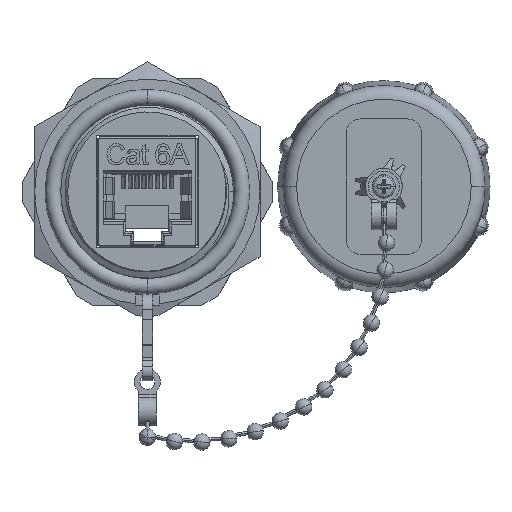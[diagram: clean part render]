
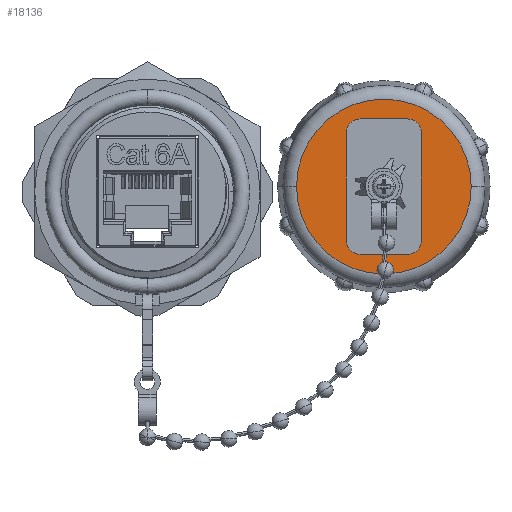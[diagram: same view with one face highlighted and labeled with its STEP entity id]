
A CAD part, top view. The second image highlights one B-rep face of the part: STEP entity #18136.
In plain terms, the highlighted planar face has unit normal (0, 0, 1).
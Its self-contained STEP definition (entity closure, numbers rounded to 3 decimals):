
#314 = FACE_BOUND ( 'NONE', #49030, .T. ) ;
#396 = ORIENTED_EDGE ( 'NONE', *, *, #25344, .F. ) ;
#417 = DIRECTION ( 'NONE',  ( 1., 0., 0. ) ) ;
#719 = EDGE_CURVE ( 'NONE', #51117, #37125, #30930, .T. ) ;
#1894 = DIRECTION ( 'NONE',  ( 1., 0., 0. ) ) ;
#2154 = EDGE_CURVE ( 'NONE', #44024, #63802, #29589, .T. ) ;
#2400 = ORIENTED_EDGE ( 'NONE', *, *, #18990, .F. ) ;
#4661 = VERTEX_POINT ( 'NONE', #72528 ) ;
#4771 = DIRECTION ( 'NONE',  ( 0., 0., 1. ) ) ;
#5843 = DIRECTION ( 'NONE',  ( 0., 0., 1. ) ) ;
#6656 = CARTESIAN_POINT ( 'NONE',  ( 37.881, -9.084, -9.426 ) ) ;
#7556 = DIRECTION ( 'NONE',  ( 0., 0., 1. ) ) ;
#8234 = AXIS2_PLACEMENT_3D ( 'NONE', #36281, #7556, #84976 ) ;
#9119 = DIRECTION ( 'NONE',  ( 0., -1., 0. ) ) ;
#13538 = ORIENTED_EDGE ( 'NONE', *, *, #65088, .F. ) ;
#13906 = CARTESIAN_POINT ( 'NONE',  ( 30.981, 10.616, -9.426 ) ) ;
#14359 = DIRECTION ( 'NONE',  ( -1., 0., 0. ) ) ;
#16056 = PLANE ( 'NONE',  #76921 ) ;
#16543 = EDGE_CURVE ( 'NONE', #82046, #86082, #29138, .T. ) ;
#16713 = VECTOR ( 'NONE', #88088, 1000. ) ;
#18136 = ADVANCED_FACE ( 'NONE', ( #314, #43891 ), #16056, .T. ) ;
#18990 = EDGE_CURVE ( 'NONE', #38377, #82046, #53448, .T. ) ;
#19544 = VECTOR ( 'NONE', #14359, 1000. ) ;
#22796 = VERTEX_POINT ( 'NONE', #53323 ) ;
#22861 = EDGE_CURVE ( 'NONE', #22796, #4661, #82058, .T. ) ;
#24365 = VECTOR ( 'NONE', #65137, 1000. ) ;
#25344 = EDGE_CURVE ( 'NONE', #63802, #38377, #86449, .T. ) ;
#25941 = ORIENTED_EDGE ( 'NONE', *, *, #66618, .F. ) ;
#28323 = EDGE_CURVE ( 'NONE', #37125, #51117, #49652, .T. ) ;
#28581 = CARTESIAN_POINT ( 'NONE',  ( 34.431, 0.766, -9.426 ) ) ;
#29138 = LINE ( 'NONE', #79665, #51866 ) ;
#29589 = CIRCLE ( 'NONE', #78428, 2. ) ;
#30185 = DIRECTION ( 'NONE',  ( 0., 0., 1. ) ) ;
#30604 = DIRECTION ( 'NONE',  ( 0., 0., 1. ) ) ;
#30891 = DIRECTION ( 'NONE',  ( 1., 0., 0. ) ) ;
#30930 = CIRCLE ( 'NONE', #50192, 12.719 ) ;
#32915 = ORIENTED_EDGE ( 'NONE', *, *, #22861, .F. ) ;
#33552 = CARTESIAN_POINT ( 'NONE',  ( 30.981, -9.084, -9.426 ) ) ;
#33938 = DIRECTION ( 'NONE',  ( 1., 0., 0. ) ) ;
#34747 = CARTESIAN_POINT ( 'NONE',  ( 37.881, 10.616, -9.426 ) ) ;
#34976 = EDGE_CURVE ( 'NONE', #86082, #22796, #69067, .T. ) ;
#36281 = CARTESIAN_POINT ( 'NONE',  ( 34.431, 0.766, -9.426 ) ) ;
#37125 = VERTEX_POINT ( 'NONE', #81972 ) ;
#37149 = CARTESIAN_POINT ( 'NONE',  ( 37.881, 8.616, -9.426 ) ) ;
#38377 = VERTEX_POINT ( 'NONE', #43560 ) ;
#39243 = CARTESIAN_POINT ( 'NONE',  ( 30.981, 8.616, -9.426 ) ) ;
#41465 = ORIENTED_EDGE ( 'NONE', *, *, #16543, .F. ) ;
#43560 = CARTESIAN_POINT ( 'NONE',  ( 28.981, -7.084, -9.426 ) ) ;
#43891 = FACE_OUTER_BOUND ( 'NONE', #80717, .T. ) ;
#44024 = VERTEX_POINT ( 'NONE', #51801 ) ;
#46834 = AXIS2_PLACEMENT_3D ( 'NONE', #72349, #30604, #1894 ) ;
#49030 = EDGE_LOOP ( 'NONE', ( #70532, #25941, #13538, #32915, #80011, #41465, #2400, #396 ) ) ;
#49652 = CIRCLE ( 'NONE', #8234, 12.719 ) ;
#50192 = AXIS2_PLACEMENT_3D ( 'NONE', #86076, #65685, #30891 ) ;
#50775 = CARTESIAN_POINT ( 'NONE',  ( 28.981, -7.084, -9.426 ) ) ;
#51061 = VERTEX_POINT ( 'NONE', #34747 ) ;
#51117 = VERTEX_POINT ( 'NONE', #56546 ) ;
#51801 = CARTESIAN_POINT ( 'NONE',  ( 30.981, 10.616, -9.426 ) ) ;
#51866 = VECTOR ( 'NONE', #417, 1000. ) ;
#53323 = CARTESIAN_POINT ( 'NONE',  ( 39.881, -7.084, -9.426 ) ) ;
#53448 = CIRCLE ( 'NONE', #75603, 2. ) ;
#56546 = CARTESIAN_POINT ( 'NONE',  ( 47.15, 0.766, -9.426 ) ) ;
#57475 = LINE ( 'NONE', #13906, #19544 ) ;
#57974 = CARTESIAN_POINT ( 'NONE',  ( 28.981, 8.616, -9.426 ) ) ;
#63802 = VERTEX_POINT ( 'NONE', #57974 ) ;
#65088 = EDGE_CURVE ( 'NONE', #4661, #51061, #72859, .T. ) ;
#65137 = DIRECTION ( 'NONE',  ( 0., -1., 0. ) ) ;
#65685 = DIRECTION ( 'NONE',  ( 0., 0., 1. ) ) ;
#66618 = EDGE_CURVE ( 'NONE', #51061, #44024, #57475, .T. ) ;
#67561 = ORIENTED_EDGE ( 'NONE', *, *, #28323, .T. ) ;
#68592 = CARTESIAN_POINT ( 'NONE',  ( 39.881, -7.084, -9.426 ) ) ;
#69067 = CIRCLE ( 'NONE', #46834, 2. ) ;
#70532 = ORIENTED_EDGE ( 'NONE', *, *, #2154, .F. ) ;
#72349 = CARTESIAN_POINT ( 'NONE',  ( 37.881, -7.084, -9.426 ) ) ;
#72528 = CARTESIAN_POINT ( 'NONE',  ( 39.881, 8.616, -9.426 ) ) ;
#72859 = CIRCLE ( 'NONE', #86217, 2. ) ;
#75603 = AXIS2_PLACEMENT_3D ( 'NONE', #83556, #4771, #33938 ) ;
#76921 = AXIS2_PLACEMENT_3D ( 'NONE', #28581, #78645, #9119 ) ;
#78428 = AXIS2_PLACEMENT_3D ( 'NONE', #39243, #5843, #90211 ) ;
#78645 = DIRECTION ( 'NONE',  ( 0., 0., 1. ) ) ;
#79665 = CARTESIAN_POINT ( 'NONE',  ( 30.981, -9.084, -9.426 ) ) ;
#80011 = ORIENTED_EDGE ( 'NONE', *, *, #34976, .F. ) ;
#80717 = EDGE_LOOP ( 'NONE', ( #81936, #67561 ) ) ;
#81936 = ORIENTED_EDGE ( 'NONE', *, *, #719, .T. ) ;
#81972 = CARTESIAN_POINT ( 'NONE',  ( 21.712, 0.766, -9.426 ) ) ;
#82046 = VERTEX_POINT ( 'NONE', #33552 ) ;
#82058 = LINE ( 'NONE', #68592, #16713 ) ;
#83556 = CARTESIAN_POINT ( 'NONE',  ( 30.981, -7.084, -9.426 ) ) ;
#84976 = DIRECTION ( 'NONE',  ( 1., 0., 0. ) ) ;
#86076 = CARTESIAN_POINT ( 'NONE',  ( 34.431, 0.766, -9.426 ) ) ;
#86082 = VERTEX_POINT ( 'NONE', #6656 ) ;
#86217 = AXIS2_PLACEMENT_3D ( 'NONE', #37149, #30185, #86745 ) ;
#86449 = LINE ( 'NONE', #50775, #24365 ) ;
#86745 = DIRECTION ( 'NONE',  ( 1., 0., 0. ) ) ;
#88088 = DIRECTION ( 'NONE',  ( 0., 1., 0. ) ) ;
#90211 = DIRECTION ( 'NONE',  ( 1., 0., 0. ) ) ;
